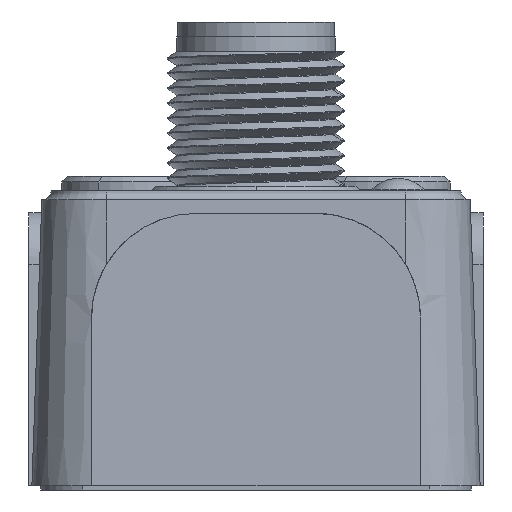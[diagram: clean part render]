
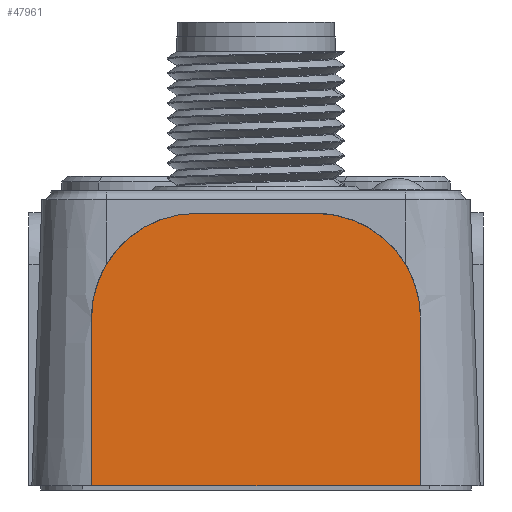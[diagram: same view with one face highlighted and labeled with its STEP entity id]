
A CAD part, left-side view. The second image highlights one B-rep face of the part: STEP entity #47961.
In plain terms, the highlighted planar face has unit normal (-0.999, 0, 0.035).
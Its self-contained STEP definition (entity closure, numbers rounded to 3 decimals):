
#3073=DIRECTION('',(0.035,0.,0.999));
#3074=VECTOR('',#3073,11.207);
#3075=CARTESIAN_POINT('',(-12.29,11.,-19.7));
#3076=LINE('',#3075,#3074);
#3085=CARTESIAN_POINT('',(-11.654,4.,
-1.5));
#3086=CARTESIAN_POINT('',(-11.654,4.465,
-1.5));
#3087=CARTESIAN_POINT('',(-11.657,5.374,
-1.591));
#3088=CARTESIAN_POINT('',(-11.671,6.699,
-1.992));
#3089=CARTESIAN_POINT('',(-11.694,7.915,
-2.643));
#3090=CARTESIAN_POINT('',(-11.724,8.981,
-3.518));
#3091=CARTESIAN_POINT('',(-11.762,9.856,
-4.584));
#3092=CARTESIAN_POINT('',(-11.804,10.507,
-5.8));
#3093=CARTESIAN_POINT('',(-11.85,10.909,
-7.125));
#3094=CARTESIAN_POINT('',(-11.882,11.,
-8.035));
#3095=CARTESIAN_POINT('',(-11.898,11.,
-8.5));
#3097=CARTESIAN_POINT('',(-11.898,-11.,
-8.5));
#3098=CARTESIAN_POINT('',(-11.882,-11.,
-8.035));
#3099=CARTESIAN_POINT('',(-11.85,-10.909,
-7.125));
#3100=CARTESIAN_POINT('',(-11.804,-10.507,
-5.8));
#3101=CARTESIAN_POINT('',(-11.762,-9.856,
-4.584));
#3102=CARTESIAN_POINT('',(-11.724,-8.981,
-3.518));
#3103=CARTESIAN_POINT('',(-11.694,-7.915,
-2.643));
#3104=CARTESIAN_POINT('',(-11.671,-6.699,
-1.992));
#3105=CARTESIAN_POINT('',(-11.657,-5.374,
-1.591));
#3106=CARTESIAN_POINT('',(-11.654,-4.465,
-1.5));
#3107=CARTESIAN_POINT('',(-11.654,-4.,
-1.5));
#3109=DIRECTION('',(-0.035,0.,-0.999));
#3110=VECTOR('',#3109,11.207);
#3111=CARTESIAN_POINT('',(-11.898,-11.,
-8.5));
#3112=LINE('',#3111,#3110);
#3312=DIRECTION('',(0.,1.,0.));
#3313=VECTOR('',#3312,22.);
#3314=CARTESIAN_POINT('',(-12.29,-11.,-19.7));
#3315=LINE('',#3314,#3313);
#4361=DIRECTION('',(0.,-1.,0.));
#4362=VECTOR('',#4361,8.001);
#4363=CARTESIAN_POINT('',(-11.654,4.,
-1.5));
#4364=LINE('',#4363,#4362);
#34767=CARTESIAN_POINT('',(-12.29,-11.,-19.7));
#34768=VERTEX_POINT('',#34767);
#34769=CARTESIAN_POINT('',(-12.29,11.,-19.7));
#34770=VERTEX_POINT('',#34769);
#37406=CARTESIAN_POINT('',(-11.898,-11.,
-8.5));
#37407=VERTEX_POINT('',#37406);
#37408=VERTEX_POINT('',#3107);
#37409=CARTESIAN_POINT('',(-11.654,4.,
-1.5));
#37410=VERTEX_POINT('',#37409);
#37411=VERTEX_POINT('',#3095);
#47943=CARTESIAN_POINT('',(-12.3,0.,-20.));
#47944=DIRECTION('',(0.999,0.,-0.035));
#47945=DIRECTION('',(-0.035,0.,-0.999));
#47946=AXIS2_PLACEMENT_3D('',#47943,#47944,#47945);
#47947=PLANE('',#47946);
#47949=ORIENTED_EDGE('',*,*,#47948,.T.);
#47951=ORIENTED_EDGE('',*,*,#47950,.T.);
#47952=ORIENTED_EDGE('',*,*,#47933,.T.);
#47954=ORIENTED_EDGE('',*,*,#47953,.F.);
#47956=ORIENTED_EDGE('',*,*,#47955,.T.);
#47958=ORIENTED_EDGE('',*,*,#47957,.F.);
#47959=EDGE_LOOP('',(#47949,#47951,#47952,#47954,#47956,#47958));
#47960=FACE_OUTER_BOUND('',#47959,.F.);
#47961=ADVANCED_FACE('',(#47960),#47947,.F.);
#3096=B_SPLINE_CURVE_WITH_KNOTS('',3,(#3085,#3086,#3087,#3088,#3089,#3090,#3091,
#3092,#3093,#3094,#3095),.UNSPECIFIED.,.F.,.F.,(4,1,1,1,1,1,1,1,4),(0.,
0.125,0.25,0.375,0.5,0.625,0.75,0.875,1.),.UNSPECIFIED.);
#3108=B_SPLINE_CURVE_WITH_KNOTS('',3,(#3097,#3098,#3099,#3100,#3101,#3102,#3103,
#3104,#3105,#3106,#3107),.UNSPECIFIED.,.F.,.F.,(4,1,1,1,1,1,1,1,4),(0.,
0.125,0.25,0.375,0.5,0.625,0.75,0.875,1.),.UNSPECIFIED.);
#47933=EDGE_CURVE('',#34770,#37411,#3076,.T.);
#47948=EDGE_CURVE('',#37407,#34768,#3112,.T.);
#47950=EDGE_CURVE('',#34768,#34770,#3315,.T.);
#47953=EDGE_CURVE('',#37410,#37411,#3096,.T.);
#47955=EDGE_CURVE('',#37410,#37408,#4364,.T.);
#47957=EDGE_CURVE('',#37407,#37408,#3108,.T.);
